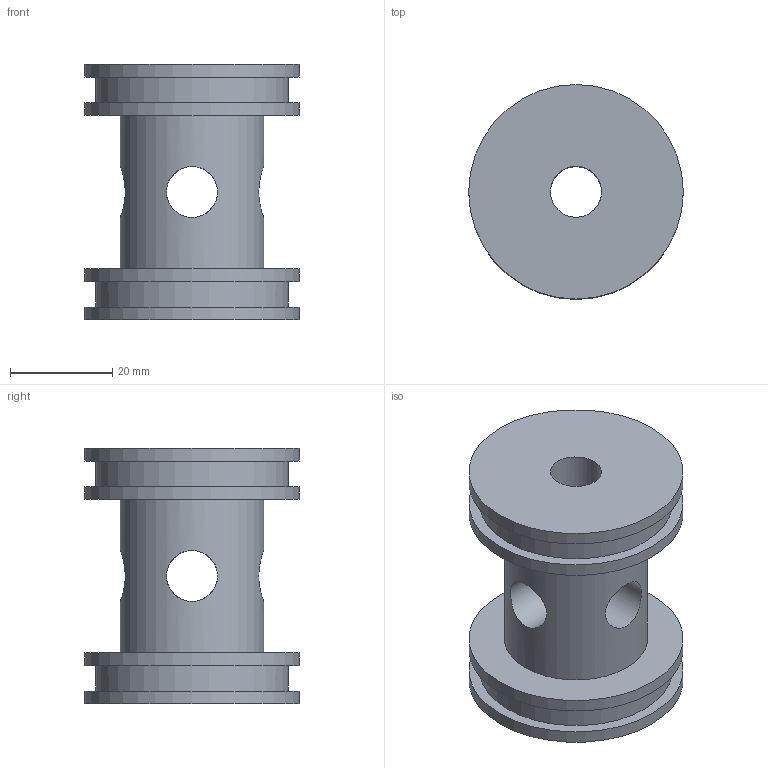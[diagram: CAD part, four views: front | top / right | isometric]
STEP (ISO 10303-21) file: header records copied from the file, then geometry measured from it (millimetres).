
FILE_DESCRIPTION(/* description */ ('STEP AP214'),/* implementation_level */ '2;1');
FILE_NAME(/* name */ '610fb20dae8ec8021c27b0d6',/* time_stamp */ '2021-08-08T10:29:34+00:00',/* author */ (''),/* organization */ (''),/* preprocessor_version */ 'ST-DEVELOPER v18.1',/* originating_system */ ' ',/* authorisation */ ' ');
FILE_SCHEMA (('AUTOMOTIVE_DESIGN {1 0 10303 214 3 1 1}'));
Length unit declared in the file: metre
Products named in the file (1): Part 1
Bounding box: 42 x 42 x 50 mm (x, y, z)
Volume: 36717.6 mm3; surface area: 12464.3 mm2
Topology: 1 solids, 1 shells, 21 faces, 61 edges, 41 vertices
Faces by surface type: cylinder 12, plane 6, cone 3
Full cylindrical faces by diameter (mm): 10 x6, 28.022 x1, 37.8 x1, 42 x4
Entity records: 628 total; most frequent: CARTESIAN_POINT 154, DIRECTION 100, ORIENTED_EDGE 64, AXIS2_PLACEMENT_3D 50, EDGE_LOOP 46, FACE_BOUND 46, EDGE_CURVE 32, VERTEX_POINT 28
